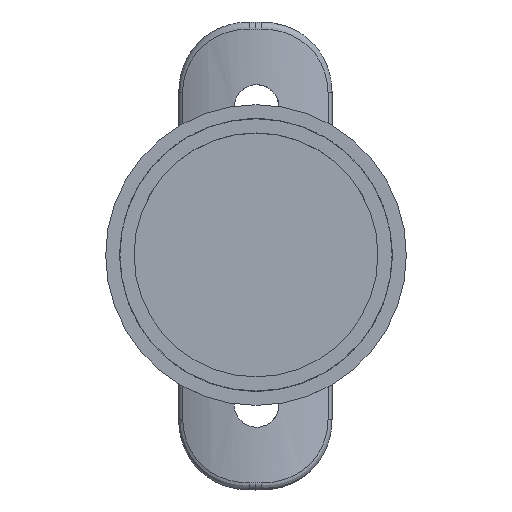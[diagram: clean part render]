
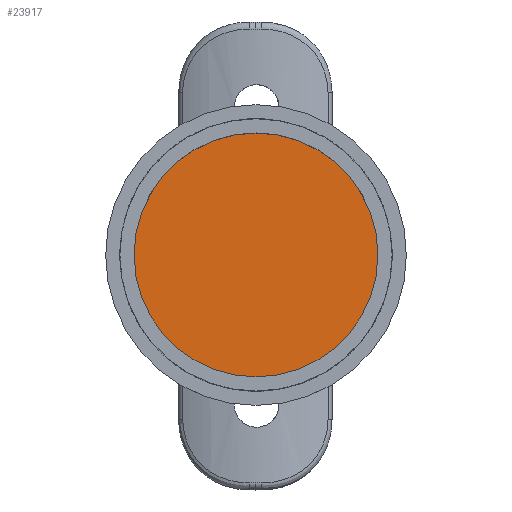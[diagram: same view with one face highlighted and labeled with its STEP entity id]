
A CAD part, top view. The second image highlights one B-rep face of the part: STEP entity #23917.
In plain terms, the highlighted planar face has unit normal (0, 0, 1).
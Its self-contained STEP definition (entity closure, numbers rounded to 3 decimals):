
#266 = DIRECTION ( 'NONE',  ( 0., 0., 1. ) ) ;
#422 = CARTESIAN_POINT ( 'NONE',  ( 0., 0., 13.922 ) ) ;
#1279 = DIRECTION ( 'NONE',  ( 0., 0., -1. ) ) ;
#1336 = AXIS2_PLACEMENT_3D ( 'NONE', #422, #266, #2904 ) ;
#1482 = EDGE_CURVE ( 'NONE', #2439, #10859, #29840, .T. ) ;
#2439 = VERTEX_POINT ( 'NONE', #24105 ) ;
#2904 = DIRECTION ( 'NONE',  ( 1., 0., 0. ) ) ;
#3182 = EDGE_LOOP ( 'NONE', ( #25436, #20084 ) ) ;
#4051 = DIRECTION ( 'NONE',  ( -1., 0., 0. ) ) ;
#8086 = CIRCLE ( 'NONE', #29523, 17.2 ) ;
#8739 = DIRECTION ( 'NONE',  ( 0., 0., -1. ) ) ;
#9043 = DIRECTION ( 'NONE',  ( -1., 0., 0. ) ) ;
#10859 = VERTEX_POINT ( 'NONE', #15677 ) ;
#14754 = PLANE ( 'NONE',  #1336 ) ;
#15677 = CARTESIAN_POINT ( 'NONE',  ( -17.2, 0., 13.922 ) ) ;
#16423 = AXIS2_PLACEMENT_3D ( 'NONE', #22608, #1279, #4051 ) ;
#20084 = ORIENTED_EDGE ( 'NONE', *, *, #1482, .F. ) ;
#22608 = CARTESIAN_POINT ( 'NONE',  ( 0., 0., 13.922 ) ) ;
#23245 = CARTESIAN_POINT ( 'NONE',  ( 0., 0., 13.922 ) ) ;
#23917 = ADVANCED_FACE ( 'NONE', ( #28911 ), #14754, .T. ) ;
#24105 = CARTESIAN_POINT ( 'NONE',  ( 17.2, 0., 13.922 ) ) ;
#25436 = ORIENTED_EDGE ( 'NONE', *, *, #27938, .F. ) ;
#27938 = EDGE_CURVE ( 'NONE', #10859, #2439, #8086, .T. ) ;
#28911 = FACE_OUTER_BOUND ( 'NONE', #3182, .T. ) ;
#29523 = AXIS2_PLACEMENT_3D ( 'NONE', #23245, #8739, #9043 ) ;
#29840 = CIRCLE ( 'NONE', #16423, 17.2 ) ;
